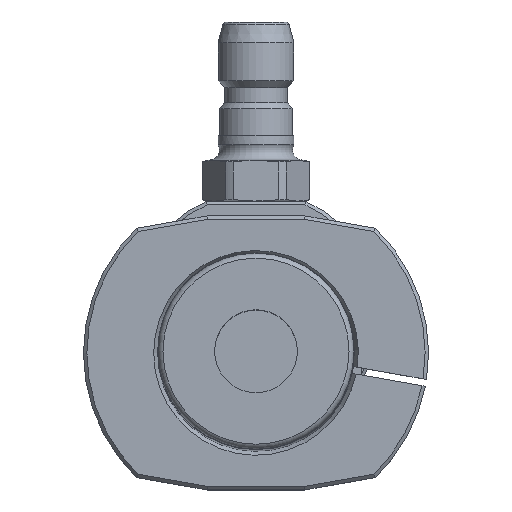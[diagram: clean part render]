
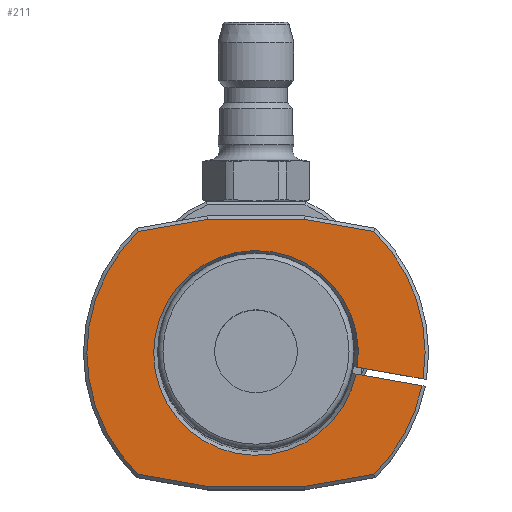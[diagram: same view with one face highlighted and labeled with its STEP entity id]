
A CAD part, top view. The second image highlights one B-rep face of the part: STEP entity #211.
In plain terms, the highlighted planar face has unit normal (0, 0, 1).
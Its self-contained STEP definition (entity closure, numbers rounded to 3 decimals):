
#165=PLANE('',#1507);
#211=ADVANCED_FACE('',(#328),#165,.F.);
#328=FACE_OUTER_BOUND('',#397,.T.);
#397=EDGE_LOOP('',(#603,#604,#605,#606,#607,#608,#609,#610,#611,#612,#613,
#614));
#522=CIRCLE('',#1503,24.5);
#523=CIRCLE('',#1504,24.5);
#524=CIRCLE('',#1505,14.827);
#525=CIRCLE('',#1506,24.5);
#603=ORIENTED_EDGE('',*,*,#1132,.T.);
#604=ORIENTED_EDGE('',*,*,#1133,.T.);
#605=ORIENTED_EDGE('',*,*,#1134,.T.);
#606=ORIENTED_EDGE('',*,*,#1135,.T.);
#607=ORIENTED_EDGE('',*,*,#1136,.T.);
#608=ORIENTED_EDGE('',*,*,#1137,.F.);
#609=ORIENTED_EDGE('',*,*,#1138,.T.);
#610=ORIENTED_EDGE('',*,*,#1139,.F.);
#611=ORIENTED_EDGE('',*,*,#1140,.T.);
#612=ORIENTED_EDGE('',*,*,#1141,.T.);
#613=ORIENTED_EDGE('',*,*,#1142,.T.);
#614=ORIENTED_EDGE('',*,*,#1143,.T.);
#999=VERTEX_POINT('',#2115);
#1000=VERTEX_POINT('',#2116);
#1001=VERTEX_POINT('',#2118);
#1002=VERTEX_POINT('',#2120);
#1003=VERTEX_POINT('',#2122);
#1004=VERTEX_POINT('',#2124);
#1005=VERTEX_POINT('',#2126);
#1006=VERTEX_POINT('',#2128);
#1007=VERTEX_POINT('',#2130);
#1008=VERTEX_POINT('',#2132);
#1009=VERTEX_POINT('',#2134);
#1010=VERTEX_POINT('',#2136);
#1132=EDGE_CURVE('',#999,#1000,#522,.T.);
#1133=EDGE_CURVE('',#1000,#1001,#1324,.T.);
#1134=EDGE_CURVE('',#1001,#1002,#1325,.T.);
#1135=EDGE_CURVE('',#1002,#1003,#1326,.T.);
#1136=EDGE_CURVE('',#1003,#1004,#523,.T.);
#1137=EDGE_CURVE('',#1005,#1004,#1327,.T.);
#1138=EDGE_CURVE('',#1005,#1006,#524,.T.);
#1139=EDGE_CURVE('',#1007,#1006,#1328,.T.);
#1140=EDGE_CURVE('',#1007,#1008,#525,.T.);
#1141=EDGE_CURVE('',#1008,#1009,#1329,.T.);
#1142=EDGE_CURVE('',#1009,#1010,#1330,.T.);
#1143=EDGE_CURVE('',#1010,#999,#1331,.T.);
#1324=LINE('',#2117,#1407);
#1325=LINE('',#2119,#1408);
#1326=LINE('',#2121,#1409);
#1327=LINE('',#2125,#1410);
#1328=LINE('',#2129,#1411);
#1329=LINE('',#2133,#1412);
#1330=LINE('',#2135,#1413);
#1331=LINE('',#2137,#1414);
#1407=VECTOR('',#1691,1.);
#1408=VECTOR('',#1692,1.);
#1409=VECTOR('',#1693,1.);
#1410=VECTOR('',#1696,1.);
#1411=VECTOR('',#1699,1.);
#1412=VECTOR('',#1702,1.);
#1413=VECTOR('',#1703,1.);
#1414=VECTOR('',#1704,1.);
#1503=AXIS2_PLACEMENT_3D('',#2114,#1689,#1690);
#1504=AXIS2_PLACEMENT_3D('',#2123,#1694,#1695);
#1505=AXIS2_PLACEMENT_3D('',#2127,#1697,#1698);
#1506=AXIS2_PLACEMENT_3D('',#2131,#1700,#1701);
#1507=AXIS2_PLACEMENT_3D('',#2138,#1705,#1706);
#1689=DIRECTION('',(0.,0.,1.));
#1690=DIRECTION('',(1.,0.,0.));
#1691=DIRECTION('',(0.985,-0.174,0.));
#1692=DIRECTION('',(1.,0.,0.));
#1693=DIRECTION('',(0.985,0.174,0.));
#1694=DIRECTION('',(0.,0.,1.));
#1695=DIRECTION('',(1.,0.,0.));
#1696=DIRECTION('',(0.985,-0.174,0.));
#1697=DIRECTION('',(0.,0.,-1.));
#1698=DIRECTION('',(1.,0.,0.));
#1699=DIRECTION('',(-0.985,0.174,0.));
#1700=DIRECTION('',(0.,0.,1.));
#1701=DIRECTION('',(1.,0.,0.));
#1702=DIRECTION('',(-0.985,0.174,0.));
#1703=DIRECTION('',(-1.,0.,0.));
#1704=DIRECTION('',(-0.985,-0.174,0.));
#1705=DIRECTION('',(0.,0.,-1.));
#1706=DIRECTION('',(-1.,0.,0.));
#2114=CARTESIAN_POINT('',(0.,0.,0.));
#2115=CARTESIAN_POINT('',(-17.06,17.584,0.));
#2116=CARTESIAN_POINT('',(-17.06,-17.584,0.));
#2117=CARTESIAN_POINT('',(-3.521,-19.971,0.));
#2118=CARTESIAN_POINT('',(-7.045,-19.35,0.));
#2119=CARTESIAN_POINT('',(0.,-19.35,0.));
#2120=CARTESIAN_POINT('',(7.045,-19.35,0.));
#2121=CARTESIAN_POINT('',(3.521,-19.971,0.));
#2122=CARTESIAN_POINT('',(17.06,-17.584,0.));
#2123=CARTESIAN_POINT('',(0.,0.,0.));
#2124=CARTESIAN_POINT('',(24.036,-4.746,0.));
#2125=CARTESIAN_POINT('',(-0.087,-0.492,0.));
#2126=CARTESIAN_POINT('',(14.507,-3.066,0.));
#2127=CARTESIAN_POINT('',(0.,0.,0.));
#2128=CARTESIAN_POINT('',(14.681,-2.081,0.));
#2129=CARTESIAN_POINT('',(24.707,-3.849,0.));
#2130=CARTESIAN_POINT('',(24.21,-3.761,0.));
#2131=CARTESIAN_POINT('',(0.,0.,0.));
#2132=CARTESIAN_POINT('',(17.06,17.584,0.));
#2133=CARTESIAN_POINT('',(3.521,19.971,0.));
#2134=CARTESIAN_POINT('',(7.045,19.35,0.));
#2135=CARTESIAN_POINT('',(0.,19.35,0.));
#2136=CARTESIAN_POINT('',(-7.045,19.35,0.));
#2137=CARTESIAN_POINT('',(-3.521,19.971,0.));
#2138=CARTESIAN_POINT('',(0.,0.,0.));
